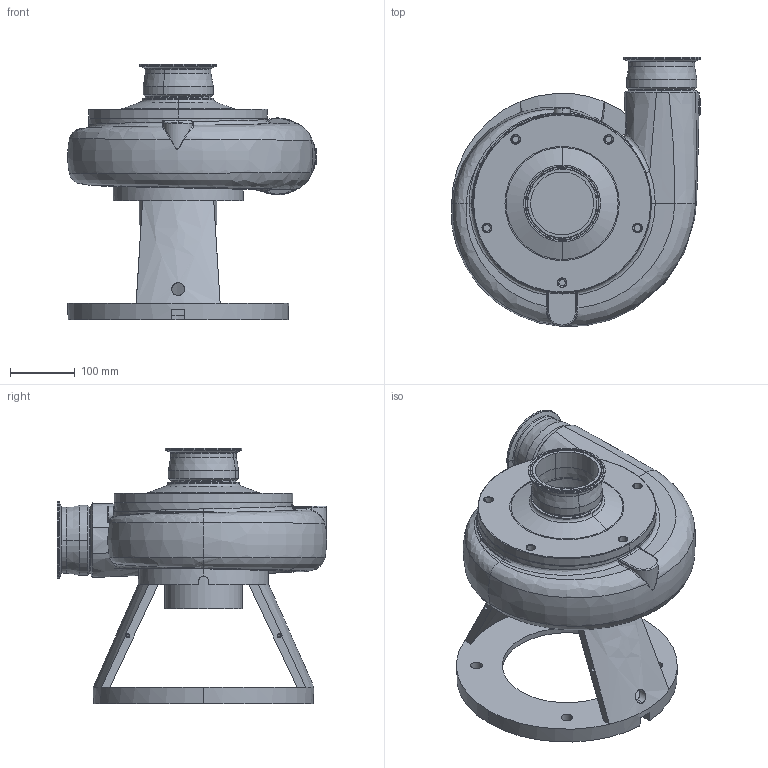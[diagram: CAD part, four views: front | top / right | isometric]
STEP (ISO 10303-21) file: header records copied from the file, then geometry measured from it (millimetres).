
FILE_DESCRIPTION (( 'STEP AP214' ), '1' );
FILE_NAME ('FPR 3642 360TSC VERT.STEP', '2023-04-28T15:51:06', ( '' ), ( '' ), 'SwSTEP 2.0', 'SolidWorks 2023', '' );
FILE_SCHEMA (( 'AUTOMOTIVE_DESIGN' ));
Products named in the file (1): FPR 3642 360TSC VERT
Bounding box: 385.11 x 416.35 x 394.6 mm (x, y, z)
Volume: 10831473.5 mm3; surface area: 985154.5 mm2
Topology: 1 solids, 6 shells, 664 faces, 1616 edges, 1005 vertices
Faces by surface type: bspline 193, cylinder 172, plane 153, cone 104, torus 42
Entity records: 56076 total; most frequent: CARTESIAN_POINT 41761, ORIENTED_EDGE 3204, DIRECTION 2544, EDGE_CURVE 1602, VERTEX_POINT 1005, AXIS2_PLACEMENT_3D 985, EDGE_LOOP 751, ADVANCED_FACE 664
